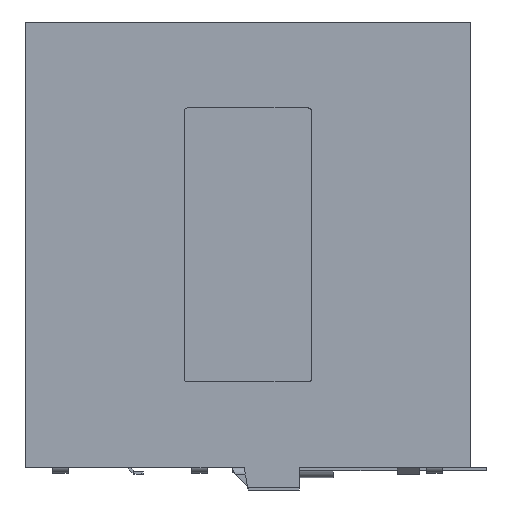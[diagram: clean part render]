
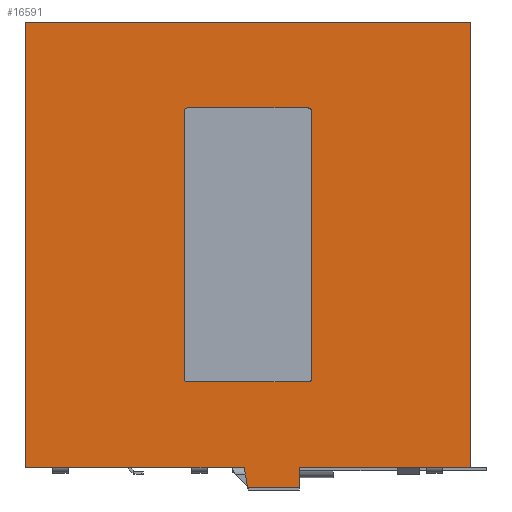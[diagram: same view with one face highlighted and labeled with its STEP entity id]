
A CAD part, left-side view. The second image highlights one B-rep face of the part: STEP entity #16591.
In plain terms, the highlighted planar face has unit normal (-1, 0, 0).
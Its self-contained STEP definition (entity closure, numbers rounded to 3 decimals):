
#40 = VECTOR ( 'NONE', #9269, 1000. ) ;
#223 = DIRECTION ( 'NONE',  ( 0., 0., 1. ) ) ;
#275 = LINE ( 'NONE', #5963, #15267 ) ;
#319 = DIRECTION ( 'NONE',  ( 0., -1., 0. ) ) ;
#386 = ORIENTED_EDGE ( 'NONE', *, *, #10782, .T. ) ;
#411 = LINE ( 'NONE', #1705, #7489 ) ;
#633 = VERTEX_POINT ( 'NONE', #1675 ) ;
#868 = EDGE_CURVE ( 'NONE', #7318, #15485, #15419, .T. ) ;
#954 = VERTEX_POINT ( 'NONE', #15331 ) ;
#973 = VERTEX_POINT ( 'NONE', #6999 ) ;
#1096 = CIRCLE ( 'NONE', #16323, 1. ) ;
#1120 = LINE ( 'NONE', #5327, #15025 ) ;
#1562 = CARTESIAN_POINT ( 'NONE',  ( -22.5, 19., -112. ) ) ;
#1675 = CARTESIAN_POINT ( 'NONE',  ( -22.5, -69.9, 0. ) ) ;
#1705 = CARTESIAN_POINT ( 'NONE',  ( -22.5, 69.9, -140. ) ) ;
#1911 = ORIENTED_EDGE ( 'NONE', *, *, #4404, .F. ) ;
#2000 = CARTESIAN_POINT ( 'NONE',  ( -22.5, -19., -112. ) ) ;
#2079 = EDGE_CURVE ( 'NONE', #8983, #6345, #16255, .T. ) ;
#2113 = DIRECTION ( 'NONE',  ( 0., 0., -1. ) ) ;
#2330 = FACE_OUTER_BOUND ( 'NONE', #7215, .T. ) ;
#2408 = CARTESIAN_POINT ( 'NONE',  ( -22.5, 19., -113. ) ) ;
#2561 = LINE ( 'NONE', #8180, #15324 ) ;
#2606 = ORIENTED_EDGE ( 'NONE', *, *, #9077, .T. ) ;
#2704 = DIRECTION ( 'NONE',  ( 0., 0., 1. ) ) ;
#2718 = ORIENTED_EDGE ( 'NONE', *, *, #14207, .T. ) ;
#2804 = CARTESIAN_POINT ( 'NONE',  ( -22.5, 1.13, -140. ) ) ;
#2978 = CARTESIAN_POINT ( 'NONE',  ( -22.5, 20., -112. ) ) ;
#3158 = DIRECTION ( 'NONE',  ( 0., -1., 0. ) ) ;
#3167 = DIRECTION ( 'NONE',  ( 0., -1., 0. ) ) ;
#3305 = ORIENTED_EDGE ( 'NONE', *, *, #4194, .F. ) ;
#3312 = DIRECTION ( 'NONE',  ( 1., 0., 0. ) ) ;
#3453 = EDGE_CURVE ( 'NONE', #7318, #16990, #5178, .T. ) ;
#3486 = EDGE_CURVE ( 'NONE', #15598, #633, #1120, .T. ) ;
#3564 = CARTESIAN_POINT ( 'NONE',  ( -22.5, -0.105, -147. ) ) ;
#3620 = CARTESIAN_POINT ( 'NONE',  ( -22.5, 19., -28. ) ) ;
#3648 = ORIENTED_EDGE ( 'NONE', *, *, #18007, .T. ) ;
#3734 = CARTESIAN_POINT ( 'NONE',  ( -22.5, 69.9, -140. ) ) ;
#3736 = ORIENTED_EDGE ( 'NONE', *, *, #2079, .F. ) ;
#3896 = VECTOR ( 'NONE', #13368, 1000. ) ;
#4055 = DIRECTION ( 'NONE',  ( 0., -1., 0. ) ) ;
#4103 = DIRECTION ( 'NONE',  ( 0., 1., 0. ) ) ;
#4193 = DIRECTION ( 'NONE',  ( 1., 0., 0. ) ) ;
#4194 = EDGE_CURVE ( 'NONE', #6345, #633, #2561, .T. ) ;
#4374 = VECTOR ( 'NONE', #3167, 1000. ) ;
#4388 = EDGE_CURVE ( 'NONE', #12206, #16990, #12836, .T. ) ;
#4404 = EDGE_CURVE ( 'NONE', #954, #15358, #13116, .T. ) ;
#4448 = CARTESIAN_POINT ( 'NONE',  ( -22.5, -19., -27. ) ) ;
#4709 = DIRECTION ( 'NONE',  ( 0., -1., 0. ) ) ;
#5019 = ORIENTED_EDGE ( 'NONE', *, *, #3486, .T. ) ;
#5178 = CIRCLE ( 'NONE', #6360, 1. ) ;
#5327 = CARTESIAN_POINT ( 'NONE',  ( -22.5, -69.9, -140. ) ) ;
#5963 = CARTESIAN_POINT ( 'NONE',  ( -22.5, -16.15, -147. ) ) ;
#6244 = LINE ( 'NONE', #14753, #4374 ) ;
#6254 = FACE_BOUND ( 'NONE', #10076, .T. ) ;
#6345 = VERTEX_POINT ( 'NONE', #10515 ) ;
#6360 = AXIS2_PLACEMENT_3D ( 'NONE', #18497, #4193, #18312 ) ;
#6409 = CARTESIAN_POINT ( 'NONE',  ( -22.5, -0.087, -140. ) ) ;
#6615 = CARTESIAN_POINT ( 'NONE',  ( -22.5, -69.9, -140. ) ) ;
#6842 = CARTESIAN_POINT ( 'NONE',  ( -22.5, -16.15, -140. ) ) ;
#6999 = CARTESIAN_POINT ( 'NONE',  ( -22.5, -0.087, -146.2 ) ) ;
#7029 = ORIENTED_EDGE ( 'NONE', *, *, #4388, .F. ) ;
#7059 = ORIENTED_EDGE ( 'NONE', *, *, #17657, .F. ) ;
#7215 = EDGE_LOOP ( 'NONE', ( #7059, #2606, #13996, #10025, #5019, #3305, #3736, #3648, #15641 ) ) ;
#7318 = VERTEX_POINT ( 'NONE', #4448 ) ;
#7489 = VECTOR ( 'NONE', #319, 1000. ) ;
#7542 = VECTOR ( 'NONE', #223, 1000. ) ;
#7970 = VECTOR ( 'NONE', #4103, 1000. ) ;
#8180 = CARTESIAN_POINT ( 'NONE',  ( -22.5, 69.9, 0. ) ) ;
#8983 = VERTEX_POINT ( 'NONE', #10376 ) ;
#8999 = AXIS2_PLACEMENT_3D ( 'NONE', #1562, #17274, #3158 ) ;
#9077 = EDGE_CURVE ( 'NONE', #973, #16484, #6244, .T. ) ;
#9269 = DIRECTION ( 'NONE',  ( 0., -0.174, -0.985 ) ) ;
#9853 = EDGE_CURVE ( 'NONE', #14789, #15598, #11511, .T. ) ;
#10025 = ORIENTED_EDGE ( 'NONE', *, *, #9853, .T. ) ;
#10076 = EDGE_LOOP ( 'NONE', ( #12769, #2718, #1911, #386, #14273, #12416, #7029, #18360 ) ) ;
#10343 = DIRECTION ( 'NONE',  ( 1., 0., 0. ) ) ;
#10376 = CARTESIAN_POINT ( 'NONE',  ( -22.5, 69.9, -140. ) ) ;
#10515 = CARTESIAN_POINT ( 'NONE',  ( -22.5, 69.9, 0. ) ) ;
#10743 = CARTESIAN_POINT ( 'NONE',  ( -22.5, -0.087, -146.9 ) ) ;
#10782 = EDGE_CURVE ( 'NONE', #954, #15485, #12119, .T. ) ;
#10825 = VERTEX_POINT ( 'NONE', #16875 ) ;
#11069 = DIRECTION ( 'NONE',  ( 0., -1., 0. ) ) ;
#11145 = CARTESIAN_POINT ( 'NONE',  ( -22.5, -16.15, -146.2 ) ) ;
#11511 = LINE ( 'NONE', #11692, #12986 ) ;
#11646 = VECTOR ( 'NONE', #2113, 1000. ) ;
#11677 = CIRCLE ( 'NONE', #8999, 1. ) ;
#11692 = CARTESIAN_POINT ( 'NONE',  ( -22.5, 69.9, -140. ) ) ;
#11704 = DIRECTION ( 'NONE',  ( 0., 0., -1. ) ) ;
#11945 = CARTESIAN_POINT ( 'NONE',  ( -22.5, 19., -27. ) ) ;
#11963 = PLANE ( 'NONE',  #14739 ) ;
#12068 = CARTESIAN_POINT ( 'NONE',  ( -22.5, -20., -28. ) ) ;
#12119 = CIRCLE ( 'NONE', #17792, 1. ) ;
#12206 = VERTEX_POINT ( 'NONE', #18469 ) ;
#12370 = EDGE_CURVE ( 'NONE', #12206, #10825, #1096, .T. ) ;
#12416 = ORIENTED_EDGE ( 'NONE', *, *, #3453, .T. ) ;
#12520 = CARTESIAN_POINT ( 'NONE',  ( -22.5, 20., -27. ) ) ;
#12748 = CARTESIAN_POINT ( 'NONE',  ( -22.5, -20., -113. ) ) ;
#12769 = ORIENTED_EDGE ( 'NONE', *, *, #13183, .F. ) ;
#12836 = LINE ( 'NONE', #12748, #7542 ) ;
#12986 = VECTOR ( 'NONE', #14595, 1000. ) ;
#13064 = VECTOR ( 'NONE', #11069, 1000. ) ;
#13116 = LINE ( 'NONE', #14424, #14420 ) ;
#13183 = EDGE_CURVE ( 'NONE', #17442, #10825, #18081, .T. ) ;
#13368 = DIRECTION ( 'NONE',  ( 0., 0., 1. ) ) ;
#13562 = DIRECTION ( 'NONE',  ( -1., 0., 0. ) ) ;
#13996 = ORIENTED_EDGE ( 'NONE', *, *, #18337, .T. ) ;
#14207 = EDGE_CURVE ( 'NONE', #17442, #15358, #11677, .T. ) ;
#14273 = ORIENTED_EDGE ( 'NONE', *, *, #868, .F. ) ;
#14420 = VECTOR ( 'NONE', #11704, 1000. ) ;
#14424 = CARTESIAN_POINT ( 'NONE',  ( -22.5, 20., -113. ) ) ;
#14595 = DIRECTION ( 'NONE',  ( 0., -1., 0. ) ) ;
#14739 = AXIS2_PLACEMENT_3D ( 'NONE', #17663, #13562, #17852 ) ;
#14753 = CARTESIAN_POINT ( 'NONE',  ( -22.5, 69.9, -146.2 ) ) ;
#14789 = VERTEX_POINT ( 'NONE', #6842 ) ;
#14927 = LINE ( 'NONE', #6409, #11646 ) ;
#15025 = VECTOR ( 'NONE', #2704, 1000. ) ;
#15267 = VECTOR ( 'NONE', #17368, 1000. ) ;
#15284 = CARTESIAN_POINT ( 'NONE',  ( -22.5, 20., -113. ) ) ;
#15324 = VECTOR ( 'NONE', #4055, 1000. ) ;
#15331 = CARTESIAN_POINT ( 'NONE',  ( -22.5, 20., -28. ) ) ;
#15358 = VERTEX_POINT ( 'NONE', #2978 ) ;
#15419 = LINE ( 'NONE', #12520, #7970 ) ;
#15485 = VERTEX_POINT ( 'NONE', #11945 ) ;
#15598 = VERTEX_POINT ( 'NONE', #6615 ) ;
#15641 = ORIENTED_EDGE ( 'NONE', *, *, #17038, .T. ) ;
#16044 = DIRECTION ( 'NONE',  ( 0., -1., 0. ) ) ;
#16255 = LINE ( 'NONE', #3734, #3896 ) ;
#16323 = AXIS2_PLACEMENT_3D ( 'NONE', #2000, #3312, #4709 ) ;
#16370 = LINE ( 'NONE', #3564, #40 ) ;
#16484 = VERTEX_POINT ( 'NONE', #11145 ) ;
#16591 = ADVANCED_FACE ( 'NONE', ( #6254, #2330 ), #11963, .T. ) ;
#16875 = CARTESIAN_POINT ( 'NONE',  ( -22.5, -19., -113. ) ) ;
#16990 = VERTEX_POINT ( 'NONE', #12068 ) ;
#17038 = EDGE_CURVE ( 'NONE', #18283, #18347, #16370, .T. ) ;
#17274 = DIRECTION ( 'NONE',  ( 1., 0., 0. ) ) ;
#17368 = DIRECTION ( 'NONE',  ( 0., 0., 1. ) ) ;
#17442 = VERTEX_POINT ( 'NONE', #2408 ) ;
#17657 = EDGE_CURVE ( 'NONE', #973, #18347, #14927, .T. ) ;
#17663 = CARTESIAN_POINT ( 'NONE',  ( -22.5, 69.9, -140. ) ) ;
#17792 = AXIS2_PLACEMENT_3D ( 'NONE', #3620, #10343, #16044 ) ;
#17852 = DIRECTION ( 'NONE',  ( 0., 0., 1. ) ) ;
#18007 = EDGE_CURVE ( 'NONE', #8983, #18283, #411, .T. ) ;
#18081 = LINE ( 'NONE', #15284, #13064 ) ;
#18283 = VERTEX_POINT ( 'NONE', #2804 ) ;
#18312 = DIRECTION ( 'NONE',  ( 0., -1., 0. ) ) ;
#18337 = EDGE_CURVE ( 'NONE', #16484, #14789, #275, .T. ) ;
#18347 = VERTEX_POINT ( 'NONE', #10743 ) ;
#18360 = ORIENTED_EDGE ( 'NONE', *, *, #12370, .T. ) ;
#18469 = CARTESIAN_POINT ( 'NONE',  ( -22.5, -20., -112. ) ) ;
#18497 = CARTESIAN_POINT ( 'NONE',  ( -22.5, -19., -28. ) ) ;
